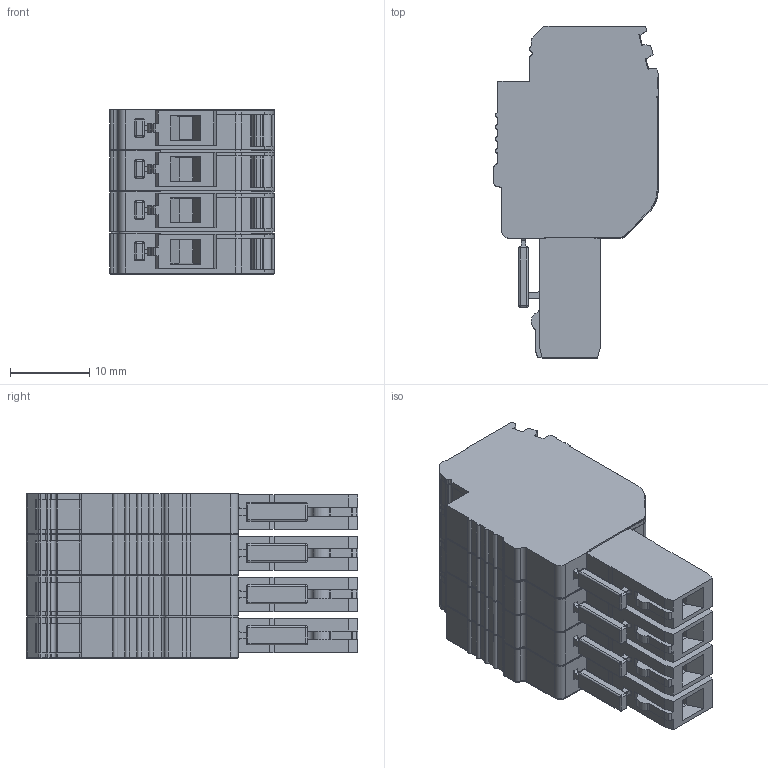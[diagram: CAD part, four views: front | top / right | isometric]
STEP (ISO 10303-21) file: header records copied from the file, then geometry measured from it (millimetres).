
FILE_DESCRIPTION (( 'STEP AP214' ), '1' );
FILE_NAME ('310389_SG_PT 2.5CS_4_Grey.STEP', '2017-09-28T08:01:30', ( '' ), ( '' ), 'SwSTEP 2.0', 'SolidWorks 2017', '' );
FILE_SCHEMA (( 'AUTOMOTIVE_DESIGN' ));
Length unit declared in the file: millimetre
Products named in the file (1): 310389_SG_PT 2.5CS_4_Grey
Bounding box: 20.78 x 41.9 x 20.8 mm (x, y, z)
Volume: 11558.2 mm3; surface area: 5380.6 mm2
Topology: 1 solids, 5 shells, 1179 faces, 3324 edges, 2147 vertices
Faces by surface type: plane 758, cylinder 389, bspline 32
Entity records: 38090 total; most frequent: CARTESIAN_POINT 7135, ORIENTED_EDGE 6584, DIRECTION 6362, EDGE_CURVE 3292, VECTOR 2494, LINE 2494, VERTEX_POINT 2147, AXIS2_PLACEMENT_3D 1934
